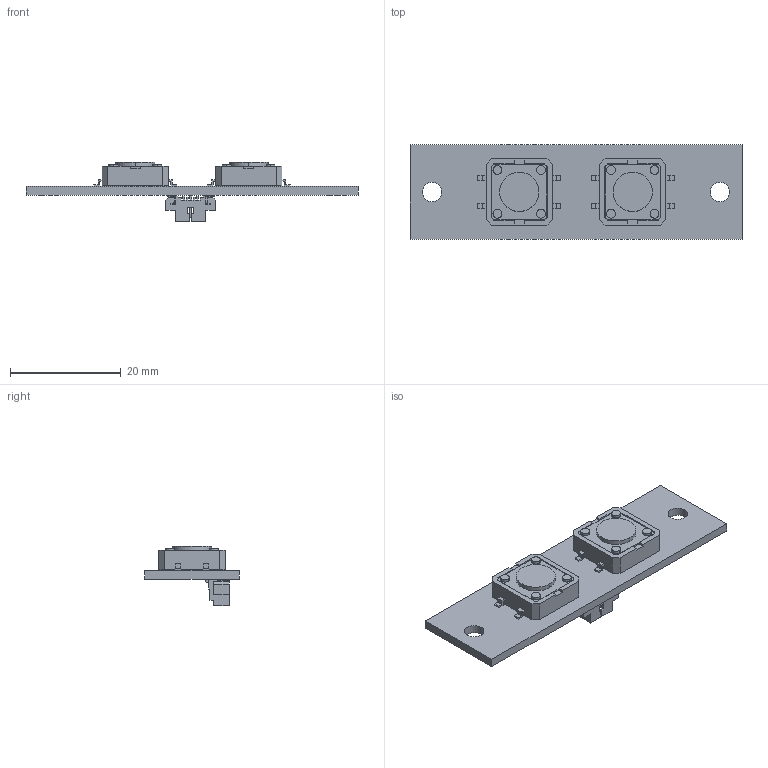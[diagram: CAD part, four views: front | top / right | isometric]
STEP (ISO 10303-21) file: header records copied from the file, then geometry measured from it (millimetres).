
FILE_DESCRIPTION(('KiCad electronic assembly'),'2;1');
FILE_NAME('Right_Left_SidePanel.step','2020-01-13T13:10:23',('An Author' ),('A Company'),'Open CASCADE STEP processor 6.9', 'KiCad to STEP converter','Unknown');
FILE_SCHEMA(('AUTOMOTIVE_DESIGN { 1 0 10303 214 1 1 1 1 }'));
Length unit declared in the file: millimetre
Products named in the file (6): Open CASCADE STEP translator 6.9 1; Molex_PicoBlade_53398-0371_03x1.25mm_Straight; SOLID; B3FS-4002P; COMPOUND
Assembly tree (6 placements, depth 3):
  Open CASCADE STEP translator 6.9 1
    Molex_PicoBlade_53398-0371_03x1.25mm_Straight
      SOLID
    B3FS-4002P  x2
      SOLID
    COMPOUND
Bounding box: 60 x 17 x 10.7 mm (x, y, z)
Volume: 2715.1 mm3; surface area: 3559.9 mm2
Topology: 4 solids, 4 shells, 334 faces, 890 edges, 590 vertices
Faces by surface type: plane 300, cylinder 34
Full cylindrical faces by diameter (mm): 3.5 x2
Entity records: 17595 total; most frequent: CARTESIAN_POINT 2817, DIRECTION 2545, LINE 1896, VECTOR 1896, ORIENTED_EDGE 1336, PCURVE 1336, DEFINITIONAL_REPRESENTATION 1336, EDGE_CURVE 668
